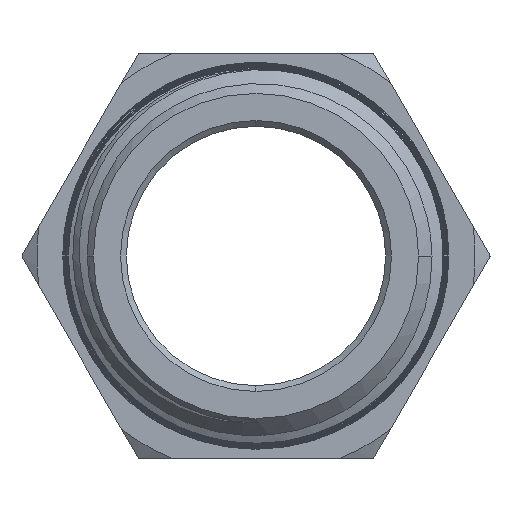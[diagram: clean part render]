
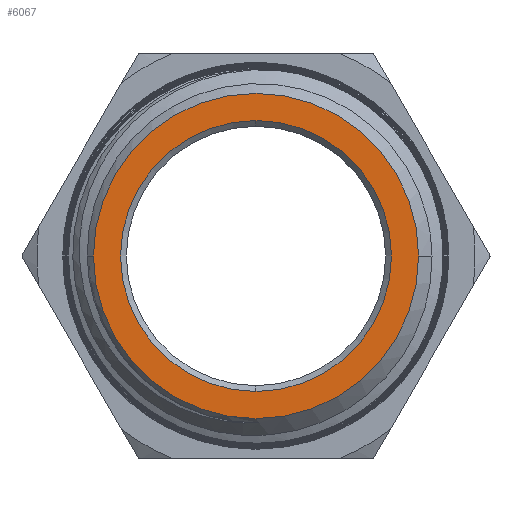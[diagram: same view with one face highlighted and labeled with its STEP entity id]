
A CAD part, left-side view. The second image highlights one B-rep face of the part: STEP entity #6067.
In plain terms, the highlighted planar face has unit normal (-1, 0, 0).
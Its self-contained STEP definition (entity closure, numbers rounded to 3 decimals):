
#1255=CARTESIAN_POINT('',(-29.35,0.,0.));
#1256=DIRECTION('',(1.,0.,0.));
#1257=DIRECTION('',(0.,-1.,0.));
#1258=AXIS2_PLACEMENT_3D('',#1255,#1256,#1257);
#1260=CARTESIAN_POINT('',(-29.35,0.,0.));
#1261=DIRECTION('',(1.,0.,0.));
#1262=DIRECTION('',(0.,1.,0.));
#1263=AXIS2_PLACEMENT_3D('',#1260,#1261,#1262);
#1265=CARTESIAN_POINT('',(-29.35,0.,0.));
#1266=DIRECTION('',(1.,0.,0.));
#1267=DIRECTION('',(0.,0.,1.));
#1268=AXIS2_PLACEMENT_3D('',#1265,#1266,#1267);
#1270=CARTESIAN_POINT('',(-29.35,0.,0.));
#1271=DIRECTION('',(1.,0.,0.));
#1272=DIRECTION('',(0.,0.,-1.));
#1273=AXIS2_PLACEMENT_3D('',#1270,#1271,#1272);
#4736=CARTESIAN_POINT('',(-29.35,-13.981,0.));
#4737=CARTESIAN_POINT('',(-29.35,13.981,0.));
#4738=VERTEX_POINT('',#4736);
#4739=VERTEX_POINT('',#4737);
#4748=CARTESIAN_POINT('',(-29.35,0.,11.65));
#4749=CARTESIAN_POINT('',(-29.35,0.,-11.65));
#4750=VERTEX_POINT('',#4748);
#4751=VERTEX_POINT('',#4749);
#6051=CARTESIAN_POINT('',(-29.35,0.,0.));
#6052=DIRECTION('',(1.,0.,0.));
#6053=DIRECTION('',(0.,-1.,0.));
#6054=AXIS2_PLACEMENT_3D('',#6051,#6052,#6053);
#6055=PLANE('',#6054);
#6057=ORIENTED_EDGE('',*,*,#6056,.T.);
#6059=ORIENTED_EDGE('',*,*,#6058,.T.);
#6060=EDGE_LOOP('',(#6057,#6059));
#6061=FACE_OUTER_BOUND('',#6060,.F.);
#6063=ORIENTED_EDGE('',*,*,#6062,.F.);
#6064=ORIENTED_EDGE('',*,*,#6041,.F.);
#6065=EDGE_LOOP('',(#6063,#6064));
#6066=FACE_BOUND('',#6065,.F.);
#1259=CIRCLE('',#1258,13.981);
#1264=CIRCLE('',#1263,13.981);
#1269=CIRCLE('',#1268,11.65);
#1274=CIRCLE('',#1273,11.65);
#6041=EDGE_CURVE('',#4751,#4750,#1274,.T.);
#6056=EDGE_CURVE('',#4738,#4739,#1259,.T.);
#6058=EDGE_CURVE('',#4739,#4738,#1264,.T.);
#6062=EDGE_CURVE('',#4750,#4751,#1269,.T.);
#6067=ADVANCED_FACE('',(#6061,#6066),#6055,.F.);
